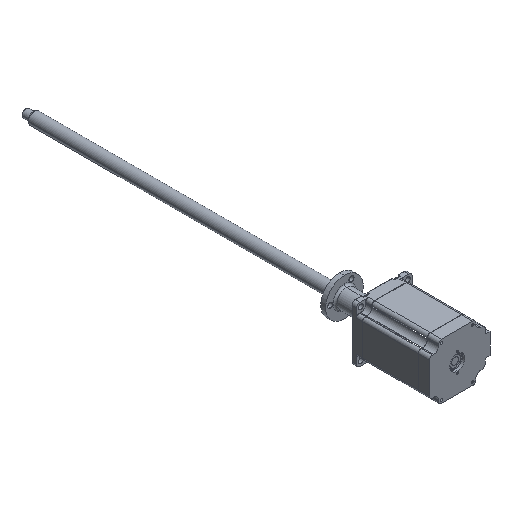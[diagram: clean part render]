
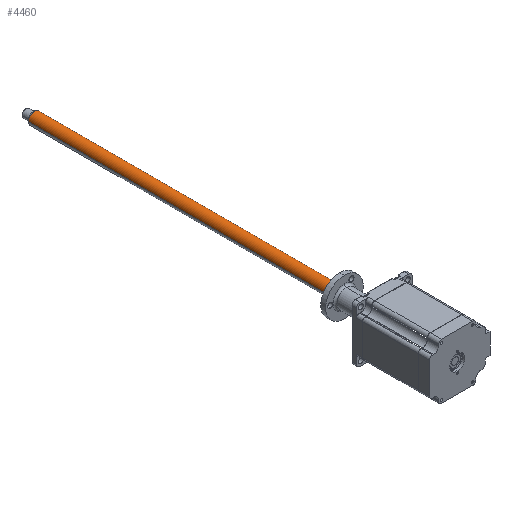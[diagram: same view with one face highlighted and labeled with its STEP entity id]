
A CAD part, isometric view. The second image highlights one B-rep face of the part: STEP entity #4460.
In plain terms, the highlighted cylindrical face has radius 6 mm (diameter 12 mm), a partial arc.
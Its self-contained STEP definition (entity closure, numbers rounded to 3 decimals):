
#38 = EDGE_CURVE ( 'NONE', #4724, #6507, #6870, .T. ) ;
#77 = EDGE_CURVE ( 'NONE', #10903, #7747, #6013, .T. ) ;
#177 = VECTOR ( 'NONE', #9604, 1000. ) ;
#656 = DIRECTION ( 'NONE',  ( 0., -1., 0. ) ) ;
#921 = LINE ( 'NONE', #7182, #10532 ) ;
#1093 = DIRECTION ( 'NONE',  ( -1., 0., -0.031 ) ) ;
#1613 = CYLINDRICAL_SURFACE ( 'NONE', #5547, 6. ) ;
#1750 = ORIENTED_EDGE ( 'NONE', *, *, #77, .T. ) ;
#2190 = CARTESIAN_POINT ( 'NONE',  ( -23.29, 370.999, 33.163 ) ) ;
#2223 = FACE_OUTER_BOUND ( 'NONE', #6306, .T. ) ;
#2762 = CARTESIAN_POINT ( 'NONE',  ( -23.29, 369.999, 33.163 ) ) ;
#4460 = ADVANCED_FACE ( 'NONE', ( #2223 ), #1613, .T. ) ;
#4724 = VERTEX_POINT ( 'NONE', #8229 ) ;
#4777 = CARTESIAN_POINT ( 'NONE',  ( -17.293, 370.999, 33.35 ) ) ;
#4886 = CARTESIAN_POINT ( 'NONE',  ( -11.296, 369.999, 33.537 ) ) ;
#5007 = DIRECTION ( 'NONE',  ( 0., -1., 0. ) ) ;
#5547 = AXIS2_PLACEMENT_3D ( 'NONE', #4777, #6634, #1093 ) ;
#5591 = ORIENTED_EDGE ( 'NONE', *, *, #10955, .T. ) ;
#6013 = CIRCLE ( 'NONE', #9169, 6. ) ;
#6306 = EDGE_LOOP ( 'NONE', ( #10684, #1750, #5591, #10945 ) ) ;
#6507 = VERTEX_POINT ( 'NONE', #11559 ) ;
#6634 = DIRECTION ( 'NONE',  ( 0., -1., 0. ) ) ;
#6870 = CIRCLE ( 'NONE', #9036, 6. ) ;
#7052 = DIRECTION ( 'NONE',  ( -1., 0., -0.031 ) ) ;
#7182 = CARTESIAN_POINT ( 'NONE',  ( -11.296, 370.999, 33.537 ) ) ;
#7747 = VERTEX_POINT ( 'NONE', #2762 ) ;
#8229 = CARTESIAN_POINT ( 'NONE',  ( -11.296, 20.999, 33.537 ) ) ;
#8412 = CARTESIAN_POINT ( 'NONE',  ( -17.293, 20.999, 33.35 ) ) ;
#9036 = AXIS2_PLACEMENT_3D ( 'NONE', #8412, #5007, #7052 ) ;
#9169 = AXIS2_PLACEMENT_3D ( 'NONE', #10602, #10727, #10801 ) ;
#9508 = LINE ( 'NONE', #2190, #177 ) ;
#9604 = DIRECTION ( 'NONE',  ( 0., -1., 0. ) ) ;
#10532 = VECTOR ( 'NONE', #656, 1000. ) ;
#10602 = CARTESIAN_POINT ( 'NONE',  ( -17.293, 369.999, 33.35 ) ) ;
#10684 = ORIENTED_EDGE ( 'NONE', *, *, #11059, .F. ) ;
#10727 = DIRECTION ( 'NONE',  ( 0., -1., 0. ) ) ;
#10801 = DIRECTION ( 'NONE',  ( 1., 0., 0.031 ) ) ;
#10903 = VERTEX_POINT ( 'NONE', #4886 ) ;
#10945 = ORIENTED_EDGE ( 'NONE', *, *, #38, .F. ) ;
#10955 = EDGE_CURVE ( 'NONE', #7747, #6507, #9508, .T. ) ;
#11059 = EDGE_CURVE ( 'NONE', #10903, #4724, #921, .T. ) ;
#11559 = CARTESIAN_POINT ( 'NONE',  ( -23.29, 20.999, 33.163 ) ) ;
